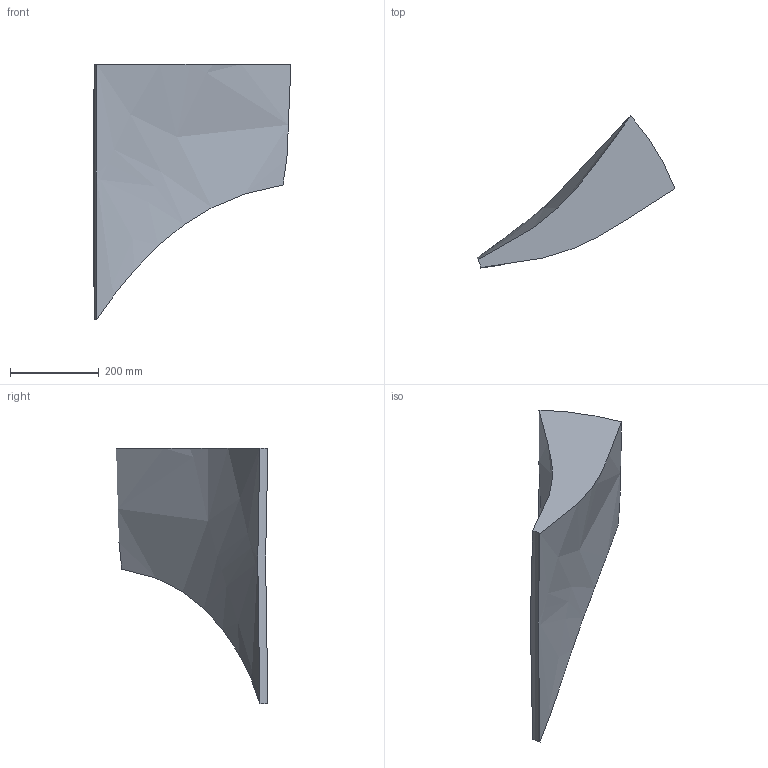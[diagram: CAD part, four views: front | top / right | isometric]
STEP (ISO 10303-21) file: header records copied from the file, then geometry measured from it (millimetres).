
FILE_DESCRIPTION(('Open CASCADE Model'),'2;1');
FILE_NAME('Open CASCADE Shape Model','2023-02-05T07:32:28',('Author'),( 'Open CASCADE'),'Open CASCADE STEP processor 7.5','Open CASCADE 7.5' ,'Unknown');
FILE_SCHEMA(('AUTOMOTIVE_DESIGN { 1 0 10303 214 1 1 1 1 }'));
Length unit declared in the file: metre
Products named in the file (1): Open CASCADE STEP translator 7.5 2
Bounding box: 444.78 x 341.27 x 574.71 mm (x, y, z)
Volume: 15988809.8 mm3; surface area: 511080.1 mm2
Topology: 1 solids, 1 shells, 6 faces, 12 edges, 8 vertices
Faces by surface type: revolution 2, bspline 2, plane 1, cylinder 1
Entity records: 5833 total; most frequent: CARTESIAN_POINT 5631, B_SPLINE_CURVE_WITH_KNOTS 33, ORIENTED_EDGE 24, PCURVE 24, DEFINITIONAL_REPRESENTATION 24, DIRECTION 14, EDGE_CURVE 12, SURFACE_CURVE 12
